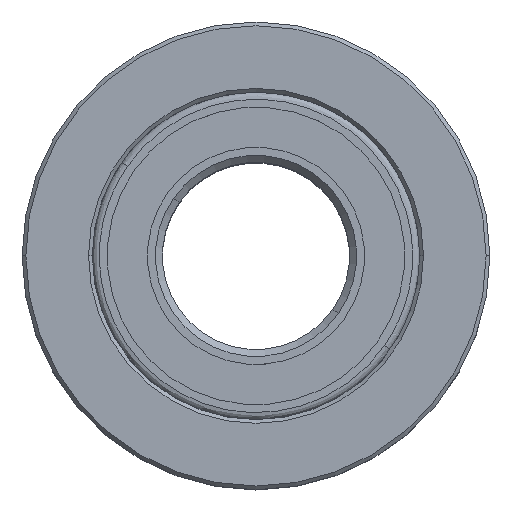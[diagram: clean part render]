
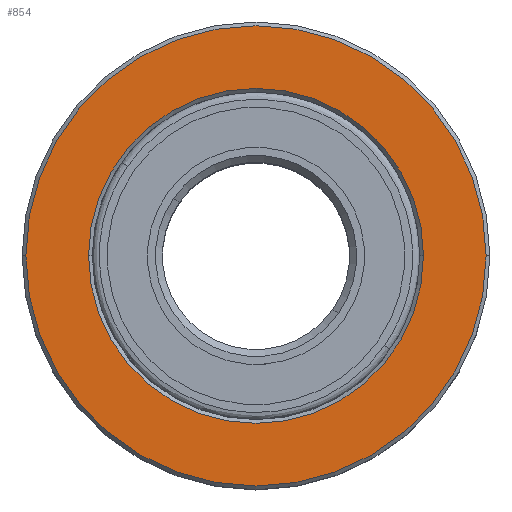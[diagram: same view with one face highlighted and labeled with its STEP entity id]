
A CAD part, top view. The second image highlights one B-rep face of the part: STEP entity #854.
In plain terms, the highlighted planar face has unit normal (0, 0, 1).
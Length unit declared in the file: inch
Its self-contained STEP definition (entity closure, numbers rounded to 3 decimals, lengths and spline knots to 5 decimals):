
#50 = EDGE_LOOP ( 'NONE', ( #1503, #1891 ) ) ;
#119 = CIRCLE ( 'NONE', #654, 0.4475 ) ;
#169 = CIRCLE ( 'NONE', #1975, 0.615 ) ;
#180 = EDGE_CURVE ( 'NONE', #974, #2427, #2443, .T. ) ;
#256 = EDGE_LOOP ( 'NONE', ( #322, #443 ) ) ;
#260 = EDGE_CURVE ( 'NONE', #2427, #974, #119, .T. ) ;
#292 = AXIS2_PLACEMENT_3D ( 'NONE', #721, #2159, #520 ) ;
#303 = FACE_OUTER_BOUND ( 'NONE', #256, .T. ) ;
#322 = ORIENTED_EDGE ( 'NONE', *, *, #1081, .T. ) ;
#350 = DIRECTION ( 'NONE',  ( 1., 0., 0. ) ) ;
#355 = FACE_BOUND ( 'NONE', #50, .T. ) ;
#412 = VERTEX_POINT ( 'NONE', #1131 ) ;
#443 = ORIENTED_EDGE ( 'NONE', *, *, #2112, .T. ) ;
#514 = CIRCLE ( 'NONE', #2485, 0.615 ) ;
#520 = DIRECTION ( 'NONE',  ( 1., 0., 0. ) ) ;
#599 = CARTESIAN_POINT ( 'NONE',  ( 0., 0., 0.875 ) ) ;
#654 = AXIS2_PLACEMENT_3D ( 'NONE', #2421, #2238, #1604 ) ;
#721 = CARTESIAN_POINT ( 'NONE',  ( 0., 0., 0.875 ) ) ;
#854 = ADVANCED_FACE ( 'NONE', ( #355, #303 ), #1177, .T. ) ;
#944 = DIRECTION ( 'NONE',  ( 1., 0., 0. ) ) ;
#974 = VERTEX_POINT ( 'NONE', #1863 ) ;
#982 = DIRECTION ( 'NONE',  ( 0., 0., -1. ) ) ;
#1081 = EDGE_CURVE ( 'NONE', #412, #2060, #514, .T. ) ;
#1131 = CARTESIAN_POINT ( 'NONE',  ( -0.615, 0., 0.875 ) ) ;
#1177 = PLANE ( 'NONE',  #292 ) ;
#1406 = DIRECTION ( 'NONE',  ( 1., 0., 0. ) ) ;
#1425 = CARTESIAN_POINT ( 'NONE',  ( 0.4475, 0., 0.875 ) ) ;
#1503 = ORIENTED_EDGE ( 'NONE', *, *, #260, .T. ) ;
#1604 = DIRECTION ( 'NONE',  ( 1., 0., 0. ) ) ;
#1863 = CARTESIAN_POINT ( 'NONE',  ( -0.4475, 0., 0.875 ) ) ;
#1891 = ORIENTED_EDGE ( 'NONE', *, *, #180, .T. ) ;
#1934 = AXIS2_PLACEMENT_3D ( 'NONE', #599, #982, #1406 ) ;
#1963 = DIRECTION ( 'NONE',  ( 0., 0., 1. ) ) ;
#1975 = AXIS2_PLACEMENT_3D ( 'NONE', #2165, #2184, #350 ) ;
#2060 = VERTEX_POINT ( 'NONE', #2584 ) ;
#2112 = EDGE_CURVE ( 'NONE', #2060, #412, #169, .T. ) ;
#2159 = DIRECTION ( 'NONE',  ( 0., 0., 1. ) ) ;
#2165 = CARTESIAN_POINT ( 'NONE',  ( 0., 0., 0.875 ) ) ;
#2184 = DIRECTION ( 'NONE',  ( 0., 0., 1. ) ) ;
#2238 = DIRECTION ( 'NONE',  ( 0., 0., -1. ) ) ;
#2363 = CARTESIAN_POINT ( 'NONE',  ( 0., 0., 0.875 ) ) ;
#2421 = CARTESIAN_POINT ( 'NONE',  ( 0., 0., 0.875 ) ) ;
#2427 = VERTEX_POINT ( 'NONE', #1425 ) ;
#2443 = CIRCLE ( 'NONE', #1934, 0.4475 ) ;
#2485 = AXIS2_PLACEMENT_3D ( 'NONE', #2363, #1963, #944 ) ;
#2584 = CARTESIAN_POINT ( 'NONE',  ( 0.615, 0., 0.875 ) ) ;
